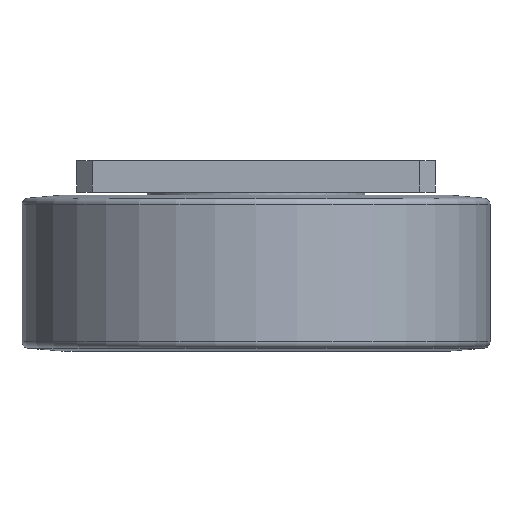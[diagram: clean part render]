
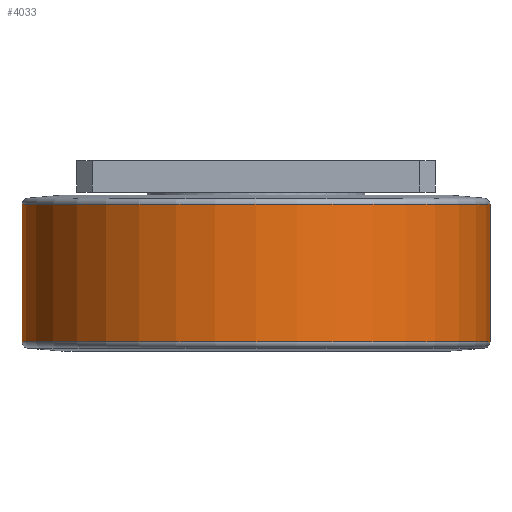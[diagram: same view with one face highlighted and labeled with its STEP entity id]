
A CAD part, front view. The second image highlights one B-rep face of the part: STEP entity #4033.
In plain terms, the highlighted cylindrical face has radius 75 mm (diameter 150 mm), a full revolution.
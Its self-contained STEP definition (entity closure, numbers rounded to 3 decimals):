
#73=CYLINDRICAL_SURFACE('',#4379,75.);
#361=LINE('',#6527,#708);
#708=VECTOR('',#5324,75.);
#970=FACE_OUTER_BOUND('',#1210,.T.);
#1210=EDGE_LOOP('',(#3154,#3155,#3156,#3157,#3158,#3159,#3160,#3161));
#1419=CIRCLE('',#4375,75.);
#1420=CIRCLE('',#4376,75.);
#1421=CIRCLE('',#4377,75.);
#1423=CIRCLE('',#4380,75.);
#1424=CIRCLE('',#4381,75.);
#1425=CIRCLE('',#4382,75.);
#1786=VERTEX_POINT('',#6517);
#1787=VERTEX_POINT('',#6519);
#1788=VERTEX_POINT('',#6521);
#1789=VERTEX_POINT('',#6526);
#1790=VERTEX_POINT('',#6528);
#1791=VERTEX_POINT('',#6530);
#2279=EDGE_CURVE('',#1786,#1787,#1419,.T.);
#2280=EDGE_CURVE('',#1787,#1788,#1420,.T.);
#2281=EDGE_CURVE('',#1788,#1786,#1421,.T.);
#2283=EDGE_CURVE('',#1787,#1789,#361,.T.);
#2284=EDGE_CURVE('',#1790,#1789,#1423,.T.);
#2285=EDGE_CURVE('',#1791,#1790,#1424,.T.);
#2286=EDGE_CURVE('',#1789,#1791,#1425,.T.);
#3154=ORIENTED_EDGE('',*,*,#2281,.F.);
#3155=ORIENTED_EDGE('',*,*,#2280,.F.);
#3156=ORIENTED_EDGE('',*,*,#2283,.T.);
#3157=ORIENTED_EDGE('',*,*,#2284,.F.);
#3158=ORIENTED_EDGE('',*,*,#2285,.F.);
#3159=ORIENTED_EDGE('',*,*,#2286,.F.);
#3160=ORIENTED_EDGE('',*,*,#2283,.F.);
#3161=ORIENTED_EDGE('',*,*,#2279,.F.);
#4033=ADVANCED_FACE('',(#970),#73,.T.);
#4375=AXIS2_PLACEMENT_3D('',#6520,#5314,#5315);
#4376=AXIS2_PLACEMENT_3D('',#6522,#5316,#5317);
#4377=AXIS2_PLACEMENT_3D('',#6523,#5318,#5319);
#4379=AXIS2_PLACEMENT_3D('',#6525,#5322,#5323);
#4380=AXIS2_PLACEMENT_3D('',#6529,#5325,#5326);
#4381=AXIS2_PLACEMENT_3D('',#6531,#5327,#5328);
#4382=AXIS2_PLACEMENT_3D('',#6532,#5329,#5330);
#5314=DIRECTION('center_axis',(0.,0.,
-1.));
#5315=DIRECTION('ref_axis',(0.,-1.,0.));
#5316=DIRECTION('center_axis',(0.,0.,
-1.));
#5317=DIRECTION('ref_axis',(0.,-1.,0.));
#5318=DIRECTION('center_axis',(0.,0.,
-1.));
#5319=DIRECTION('ref_axis',(0.,-1.,0.));
#5322=DIRECTION('center_axis',(0.,0.,
-1.));
#5323=DIRECTION('ref_axis',(0.,1.,0.));
#5324=DIRECTION('',(0.,0.,1.));
#5325=DIRECTION('center_axis',(0.,0.,
1.));
#5326=DIRECTION('ref_axis',(0.,-1.,0.));
#5327=DIRECTION('center_axis',(0.,0.,
1.));
#5328=DIRECTION('ref_axis',(0.,-1.,0.));
#5329=DIRECTION('center_axis',(0.,0.,
1.));
#5330=DIRECTION('ref_axis',(0.,-1.,0.));
#6517=CARTESIAN_POINT('',(75.,0.,-22.23));
#6519=CARTESIAN_POINT('',(0.,-75.,-22.23));
#6520=CARTESIAN_POINT('Origin',(0.,0.,
-22.23));
#6521=CARTESIAN_POINT('',(0.,75.,-22.23));
#6522=CARTESIAN_POINT('Origin',(0.,0.,
-22.23));
#6523=CARTESIAN_POINT('Origin',(0.,0.,
-22.23));
#6525=CARTESIAN_POINT('Origin',(0.,0.,
-0.2));
#6526=CARTESIAN_POINT('',(0.,-75.,21.83));
#6527=CARTESIAN_POINT('',(0.,-75.,-0.2));
#6528=CARTESIAN_POINT('',(0.,75.,21.83));
#6529=CARTESIAN_POINT('Origin',(0.,0.,
21.83));
#6530=CARTESIAN_POINT('',(75.,0.,21.83));
#6531=CARTESIAN_POINT('Origin',(0.,0.,
21.83));
#6532=CARTESIAN_POINT('Origin',(0.,0.,
21.83));
